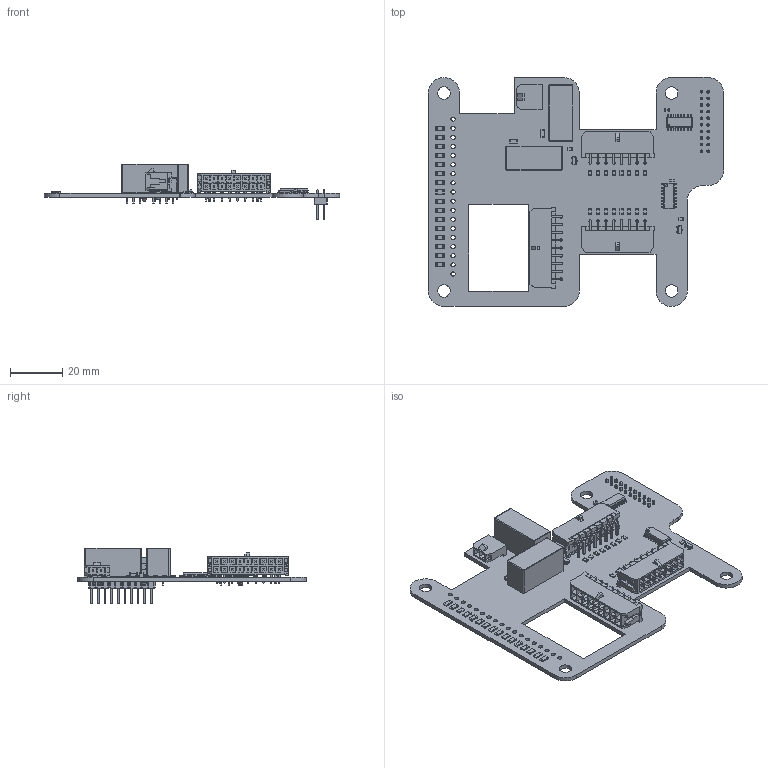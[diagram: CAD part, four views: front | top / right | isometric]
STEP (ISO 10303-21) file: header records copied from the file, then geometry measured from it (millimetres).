
FILE_DESCRIPTION(('KiCad electronic assembly'),'2;1');
FILE_NAME('BMS-Mux-PCB.step','2025-02-14T10:01:33',('Pcbnew'),('Kicad'), 'Open CASCADE STEP processor 7.6','KiCad to STEP converter','Unknown' );
FILE_SCHEMA(('AUTOMOTIVE_DESIGN { 1 0 10303 214 1 1 1 1 }'));
Length unit declared in the file: millimetre
Products named in the file (24): BMS-Mux-PCB 1; R_0805_2012Metric; C_1206_3216Metric; Fuse_1206_3216Metric; 436500200; 436500200wbm000_01; Converter_DCDC_TRACO_TMR-xxxx_THT; Converter_DCDC_TRACO_TMR_xxxx_THT; SOT-23; SOT_23; 430451600; SOIC-16_3.9x9.9mm_P1.27mm; SOIC_16_39x99mm_P127mm; C_0603_1608Metric; 430451800; PinHeader_2x10_P2.54mm_Vertical; PinHeader_2x10_P254mm_Vertical; BMS-Mux-PCB_PCB
Assembly tree (61 placements, depth 3):
  BMS-Mux-PCB 1
    R_0805_2012Metric  x18
      R_0805_2012Metric
    C_1206_3216Metric  x2
      C_1206_3216Metric
    Fuse_1206_3216Metric  x16
      Fuse_1206_3216Metric
    436500200
      436500200wbm000_01
    Converter_DCDC_TRACO_TMR-xxxx_THT  x2
      Converter_DCDC_TRACO_TMR_xxxx_THT
    SOT-23  x2
      SOT_23
    430451600  x2
      430451600
    SOIC-16_3.9x9.9mm_P1.27mm  x2
      SOIC_16_39x99mm_P127mm
    C_0603_1608Metric  x2
      C_0603_1608Metric
    430451800
      430451800
    PinHeader_2x10_P2.54mm_Vertical
      PinHeader_2x10_P254mm_Vertical
    BMS-Mux-PCB_PCB
Bounding box: 113.5 x 88 x 21.34 mm (x, y, z)
Volume: 19763.3 mm3; surface area: 28290.3 mm2
Topology: 50 solids, 50 shells, 4556 faces, 11659 edges, 7509 vertices
Faces by surface type: plane 3738, cylinder 648, bspline 134, torus 28, cone 8
Full cylindrical faces by diameter (mm): 0.5 x14, 0.6 x2, 1 x34, 1.02 x52, 1.6 x18, 3 x7, 4.8 x4
Entity records: 84084 total; most frequent: CARTESIAN_POINT 13922, ORIENTED_EDGE 13076, DIRECTION 12402, EDGE_CURVE 6538, LINE 5884, VECTOR 5884, VERTEX_POINT 4095, AXIS2_PLACEMENT_3D 3259
